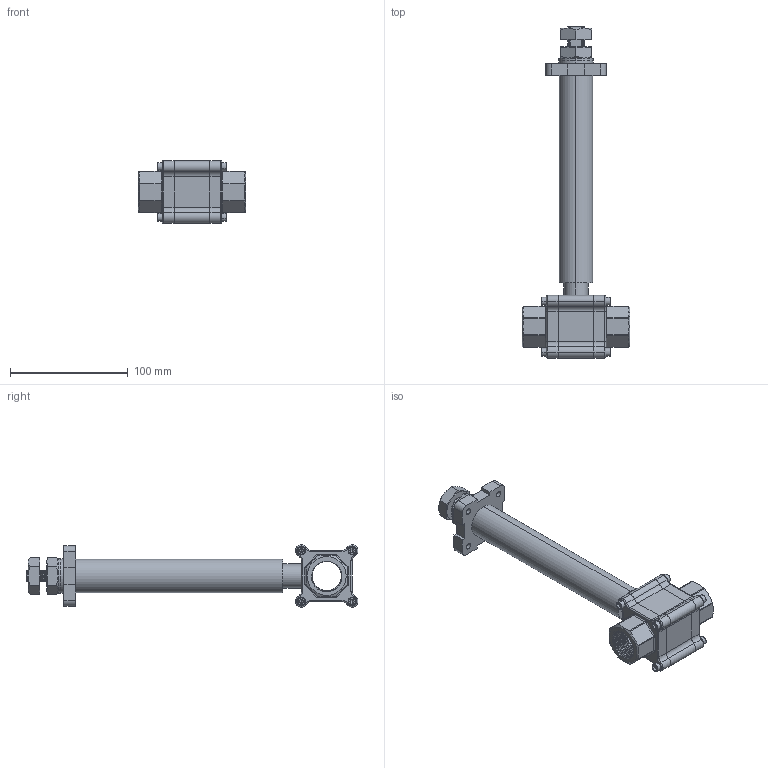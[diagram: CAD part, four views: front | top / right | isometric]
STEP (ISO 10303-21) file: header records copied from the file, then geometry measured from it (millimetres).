
FILE_DESCRIPTION (( 'STEP AP214' ), '1' );
FILE_NAME ('VCI-CRY-201H-900-1-NPT-NPT_BS.STEP', '2025-06-05T15:02:36', ( '' ), ( '' ), 'SwSTEP 2.0', 'SolidWorks 2025', '' );
FILE_SCHEMA (( 'AUTOMOTIVE_DESIGN' ));
Length unit declared in the file: millimetre
Products named in the file (5): VCI-CRY-201H-900-1-NPT-NPT; VCI-CRY-201H-900-1-NPT-NPT_BS; flat washer type a narrow_ai_Preferred Narrow FW 0.5625; heavy hex jam nut_ai_HHJNUT 0.6250-18-B-N; socket head cap screw_ai_HX-SHCS 0.164-36x0.188x0.188-N
Assembly tree (13 placements, depth 2):
  VCI-CRY-201H-900-1-NPT-NPT_BS
    VCI-CRY-201H-900-1-NPT-NPT
    heavy hex jam nut_ai_HHJNUT 0.6250-18-B-N  x2
    flat washer type a narrow_ai_Preferred Narrow FW 0.5625  x2
    socket head cap screw_ai_HX-SHCS 0.164-36x0.188x0.188-N  x8
Bounding box: 91.2 x 281.5 x 53 mm (x, y, z)
Volume: 255422.2 mm3; surface area: 70497 mm2
Topology: 15 solids, 15 shells, 719 faces, 1811 edges, 1129 vertices
Faces by surface type: cylinder 266, plane 227, bspline 94, cone 72, torus 60
Entity records: 102582 total; most frequent: CARTESIAN_POINT 91283, ORIENTED_EDGE 2654, DIRECTION 2017, EDGE_CURVE 1327, VERTEX_POINT 854, AXIS2_PLACEMENT_3D 782, EDGE_LOOP 545, ADVANCED_FACE 494
